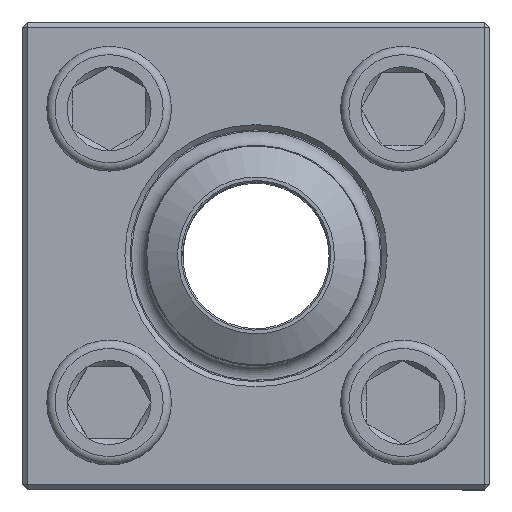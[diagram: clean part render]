
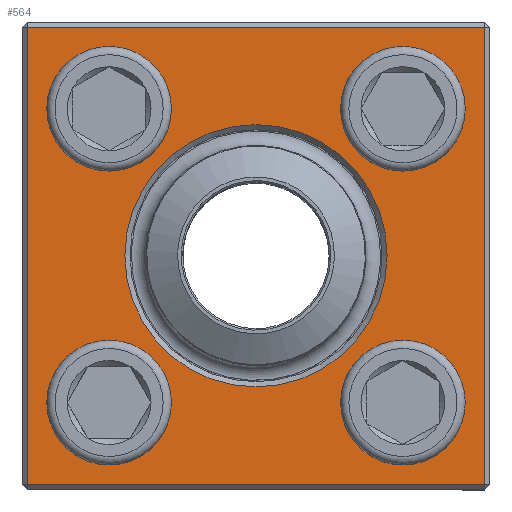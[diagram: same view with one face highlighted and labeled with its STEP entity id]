
A CAD part, top view. The second image highlights one B-rep face of the part: STEP entity #564.
In plain terms, the highlighted planar face has unit normal (0, 0, 1).
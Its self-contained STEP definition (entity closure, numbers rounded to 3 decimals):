
#319=FACE_BOUND('',#801,.T.);
#320=FACE_BOUND('',#802,.T.);
#321=FACE_BOUND('',#803,.T.);
#322=FACE_BOUND('',#804,.T.);
#323=FACE_BOUND('',#805,.T.);
#324=FACE_BOUND('',#806,.T.);
#466=CIRCLE('',#1855,25.25);
#467=CIRCLE('',#1856,9.);
#468=CIRCLE('',#1857,9.);
#469=CIRCLE('',#1858,9.);
#470=CIRCLE('',#1859,9.);
#564=ADVANCED_FACE('',(#319,#320,#321,#322,#323,#324),#692,.F.);
#692=PLANE('',#1860);
#801=EDGE_LOOP('',(#1015));
#802=EDGE_LOOP('',(#1016,#1017,#1018,#1019));
#803=EDGE_LOOP('',(#1020));
#804=EDGE_LOOP('',(#1021));
#805=EDGE_LOOP('',(#1022));
#806=EDGE_LOOP('',(#1023));
#1015=ORIENTED_EDGE('',*,*,#1540,.T.);
#1016=ORIENTED_EDGE('',*,*,#1541,.T.);
#1017=ORIENTED_EDGE('',*,*,#1542,.T.);
#1018=ORIENTED_EDGE('',*,*,#1543,.T.);
#1019=ORIENTED_EDGE('',*,*,#1544,.T.);
#1020=ORIENTED_EDGE('',*,*,#1545,.T.);
#1021=ORIENTED_EDGE('',*,*,#1546,.T.);
#1022=ORIENTED_EDGE('',*,*,#1547,.T.);
#1023=ORIENTED_EDGE('',*,*,#1548,.T.);
#1403=VERTEX_POINT('',#2662);
#1404=VERTEX_POINT('',#2664);
#1405=VERTEX_POINT('',#2665);
#1406=VERTEX_POINT('',#2667);
#1407=VERTEX_POINT('',#2669);
#1408=VERTEX_POINT('',#2672);
#1409=VERTEX_POINT('',#2674);
#1410=VERTEX_POINT('',#2676);
#1411=VERTEX_POINT('',#2678);
#1540=EDGE_CURVE('',#1403,#1403,#466,.T.);
#1541=EDGE_CURVE('',#1404,#1405,#1734,.T.);
#1542=EDGE_CURVE('',#1405,#1406,#1735,.T.);
#1543=EDGE_CURVE('',#1406,#1407,#1736,.T.);
#1544=EDGE_CURVE('',#1407,#1404,#1737,.T.);
#1545=EDGE_CURVE('',#1408,#1408,#467,.T.);
#1546=EDGE_CURVE('',#1409,#1409,#468,.T.);
#1547=EDGE_CURVE('',#1410,#1410,#469,.T.);
#1548=EDGE_CURVE('',#1411,#1411,#470,.T.);
#1734=LINE('',#2663,#1800);
#1735=LINE('',#2666,#1801);
#1736=LINE('',#2668,#1802);
#1737=LINE('',#2670,#1803);
#1800=VECTOR('',#2114,1.);
#1801=VECTOR('',#2115,1.);
#1802=VECTOR('',#2116,1.);
#1803=VECTOR('',#2117,1.);
#1855=AXIS2_PLACEMENT_3D('',#2661,#2112,#2113);
#1856=AXIS2_PLACEMENT_3D('',#2671,#2118,#2119);
#1857=AXIS2_PLACEMENT_3D('',#2673,#2120,#2121);
#1858=AXIS2_PLACEMENT_3D('',#2675,#2122,#2123);
#1859=AXIS2_PLACEMENT_3D('',#2677,#2124,#2125);
#1860=AXIS2_PLACEMENT_3D('',#2679,#2126,#2127);
#2112=DIRECTION('',(0.,0.,-1.));
#2113=DIRECTION('',(-1.,0.,0.));
#2114=DIRECTION('',(-1.,0.,0.));
#2115=DIRECTION('',(0.,-1.,0.));
#2116=DIRECTION('',(1.,0.,0.));
#2117=DIRECTION('',(0.,1.,0.));
#2118=DIRECTION('',(0.,0.,-1.));
#2119=DIRECTION('',(-1.,0.,0.));
#2120=DIRECTION('',(0.,0.,-1.));
#2121=DIRECTION('',(-1.,0.,0.));
#2122=DIRECTION('',(0.,0.,-1.));
#2123=DIRECTION('',(-1.,0.,0.));
#2124=DIRECTION('',(0.,0.,-1.));
#2125=DIRECTION('',(-1.,0.,0.));
#2126=DIRECTION('',(0.,0.,-1.));
#2127=DIRECTION('',(-1.,0.,0.));
#2661=CARTESIAN_POINT('',(0.,0.,29.));
#2662=CARTESIAN_POINT('',(-25.25,0.,29.));
#2663=CARTESIAN_POINT('',(-45.,44.,29.));
#2664=CARTESIAN_POINT('',(44.,44.,29.));
#2665=CARTESIAN_POINT('',(-44.,44.,29.));
#2666=CARTESIAN_POINT('',(-44.,-45.,29.));
#2667=CARTESIAN_POINT('',(-44.,-44.,29.));
#2668=CARTESIAN_POINT('',(45.,-44.,29.));
#2669=CARTESIAN_POINT('',(44.,-44.,29.));
#2670=CARTESIAN_POINT('',(44.,45.,29.));
#2671=CARTESIAN_POINT('',(-28.284,-28.284,29.));
#2672=CARTESIAN_POINT('',(-37.284,-28.284,29.));
#2673=CARTESIAN_POINT('',(-28.284,28.284,29.));
#2674=CARTESIAN_POINT('',(-37.284,28.284,29.));
#2675=CARTESIAN_POINT('',(28.284,28.284,29.));
#2676=CARTESIAN_POINT('',(19.284,28.284,29.));
#2677=CARTESIAN_POINT('',(28.284,-28.284,29.));
#2678=CARTESIAN_POINT('',(19.284,-28.284,29.));
#2679=CARTESIAN_POINT('',(0.,0.,29.));
